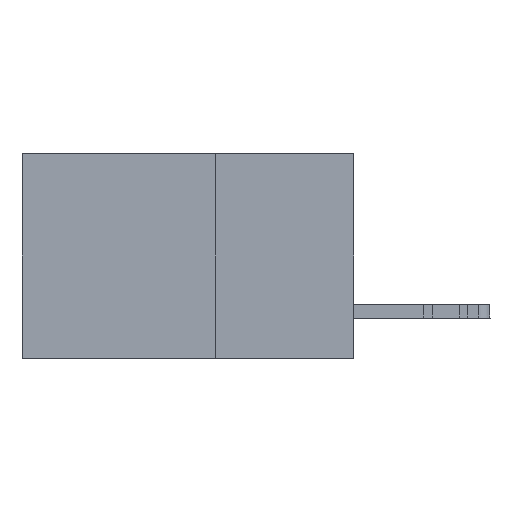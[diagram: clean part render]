
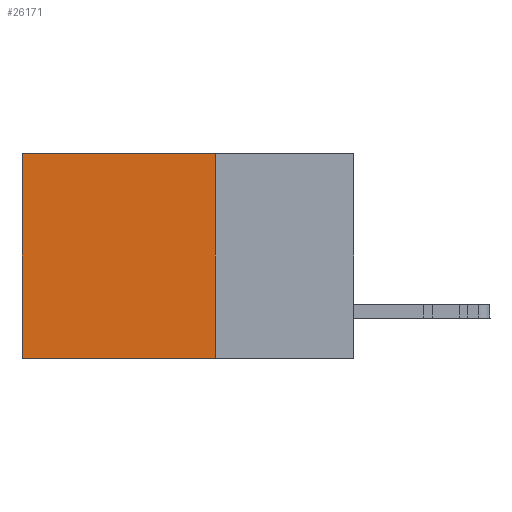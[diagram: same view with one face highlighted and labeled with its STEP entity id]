
A CAD part, left-side view. The second image highlights one B-rep face of the part: STEP entity #26171.
In plain terms, the highlighted planar face has unit normal (-1, 0, 0).
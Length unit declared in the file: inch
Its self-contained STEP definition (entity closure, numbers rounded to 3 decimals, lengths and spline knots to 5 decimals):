
#512 = DIRECTION ( 'NONE',  ( 1., 0., 0. ) ) ;
#623 = CARTESIAN_POINT ( 'NONE',  ( 0.2875, 0.6, 0. ) ) ;
#1230 = AXIS2_PLACEMENT_3D ( 'NONE', #33575, #512, #3754 ) ;
#2893 = CARTESIAN_POINT ( 'NONE',  ( 0.2875, 0.25, 0. ) ) ;
#3314 = VECTOR ( 'NONE', #37728, 39.37008 ) ;
#3754 = DIRECTION ( 'NONE',  ( 0., 0., -1. ) ) ;
#4251 = FACE_OUTER_BOUND ( 'NONE', #34586, .T. ) ;
#5061 = VERTEX_POINT ( 'NONE', #25080 ) ;
#5854 = CARTESIAN_POINT ( 'NONE',  ( 0.2875, 0.25, 0. ) ) ;
#6462 = ORIENTED_EDGE ( 'NONE', *, *, #30679, .F. ) ;
#6539 = VECTOR ( 'NONE', #19664, 39.37008 ) ;
#7915 = EDGE_CURVE ( 'NONE', #5061, #22238, #12192, .T. ) ;
#8540 = CARTESIAN_POINT ( 'NONE',  ( 0.2875, 0.25, 0. ) ) ;
#12192 = LINE ( 'NONE', #623, #6539 ) ;
#13257 = CARTESIAN_POINT ( 'NONE',  ( 0.2875, 0.6, -0.37 ) ) ;
#14453 = ORIENTED_EDGE ( 'NONE', *, *, #7915, .T. ) ;
#18683 = DIRECTION ( 'NONE',  ( 0., 1., 0. ) ) ;
#19664 = DIRECTION ( 'NONE',  ( 0., 0., -1. ) ) ;
#22238 = VERTEX_POINT ( 'NONE', #13257 ) ;
#24398 = VECTOR ( 'NONE', #37757, 39.37008 ) ;
#24902 = LINE ( 'NONE', #5854, #24398 ) ;
#25080 = CARTESIAN_POINT ( 'NONE',  ( 0.2875, 0.6, 0. ) ) ;
#25767 = PLANE ( 'NONE',  #1230 ) ;
#26171 = ADVANCED_FACE ( 'NONE', ( #4251 ), #25767, .F. ) ;
#26191 = CARTESIAN_POINT ( 'NONE',  ( 0.2875, 0.25, -0.37 ) ) ;
#27893 = ORIENTED_EDGE ( 'NONE', *, *, #32721, .T. ) ;
#29236 = LINE ( 'NONE', #8540, #3314 ) ;
#30679 = EDGE_CURVE ( 'NONE', #35682, #32481, #24902, .T. ) ;
#32481 = VERTEX_POINT ( 'NONE', #26191 ) ;
#32721 = EDGE_CURVE ( 'NONE', #35682, #5061, #29236, .T. ) ;
#33575 = CARTESIAN_POINT ( 'NONE',  ( 0.2875, 0.25, 0. ) ) ;
#34121 = EDGE_CURVE ( 'NONE', #32481, #22238, #39715, .T. ) ;
#34586 = EDGE_LOOP ( 'NONE', ( #14453, #40345, #6462, #27893 ) ) ;
#35682 = VERTEX_POINT ( 'NONE', #2893 ) ;
#37728 = DIRECTION ( 'NONE',  ( 0., 1., 0. ) ) ;
#37757 = DIRECTION ( 'NONE',  ( 0., 0., -1. ) ) ;
#38048 = CARTESIAN_POINT ( 'NONE',  ( 0.2875, 0.25, -0.37 ) ) ;
#39715 = LINE ( 'NONE', #38048, #41242 ) ;
#40345 = ORIENTED_EDGE ( 'NONE', *, *, #34121, .F. ) ;
#41242 = VECTOR ( 'NONE', #18683, 39.37008 ) ;
